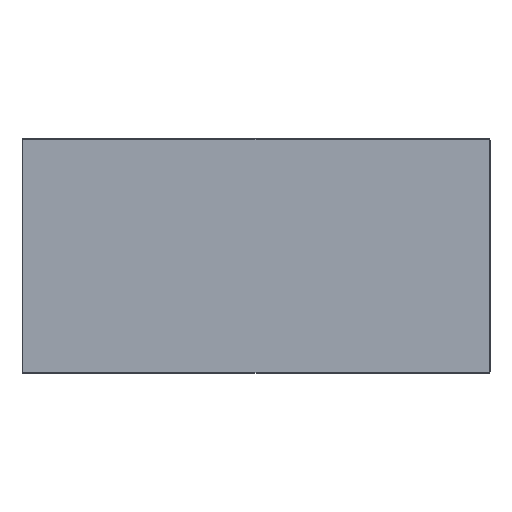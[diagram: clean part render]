
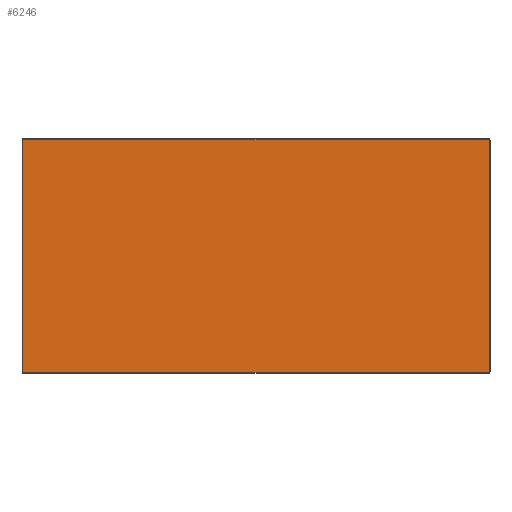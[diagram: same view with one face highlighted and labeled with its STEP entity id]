
A CAD part, left-side view. The second image highlights one B-rep face of the part: STEP entity #6246.
In plain terms, the highlighted planar face has unit normal (-1, 0, 0).
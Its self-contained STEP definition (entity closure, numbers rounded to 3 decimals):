
#55 = LINE ( 'NONE', #8912, #1240 ) ;
#200 = CARTESIAN_POINT ( 'NONE',  ( -3., -1.5, -0.75 ) ) ;
#1160 = CARTESIAN_POINT ( 'NONE',  ( -3., -1.5, 0.75 ) ) ;
#1240 = VECTOR ( 'NONE', #10487, 1000. ) ;
#1470 = DIRECTION ( 'NONE',  ( 0., 1., 0. ) ) ;
#1747 = VECTOR ( 'NONE', #2051, 1000. ) ;
#2051 = DIRECTION ( 'NONE',  ( 0., -1., 0. ) ) ;
#2409 = LINE ( 'NONE', #1160, #1747 ) ;
#3182 = ORIENTED_EDGE ( 'NONE', *, *, #6366, .F. ) ;
#3352 = CARTESIAN_POINT ( 'NONE',  ( -3., -1.5, 0.75 ) ) ;
#3430 = VERTEX_POINT ( 'NONE', #3352 ) ;
#3473 = EDGE_CURVE ( 'NONE', #3430, #10668, #6353, .T. ) ;
#4152 = VECTOR ( 'NONE', #8699, 1000. ) ;
#4580 = AXIS2_PLACEMENT_3D ( 'NONE', #4925, #9906, #1470 ) ;
#4925 = CARTESIAN_POINT ( 'NONE',  ( -3., -1.5, 0.75 ) ) ;
#5059 = EDGE_CURVE ( 'NONE', #8300, #9037, #55, .T. ) ;
#5160 = ORIENTED_EDGE ( 'NONE', *, *, #5059, .T. ) ;
#6246 = ADVANCED_FACE ( 'NONE', ( #8497 ), #6466, .F. ) ;
#6254 = CARTESIAN_POINT ( 'NONE',  ( -3., 1.5, -0.75 ) ) ;
#6353 = LINE ( 'NONE', #9097, #6899 ) ;
#6366 = EDGE_CURVE ( 'NONE', #8300, #3430, #2409, .T. ) ;
#6422 = ORIENTED_EDGE ( 'NONE', *, *, #3473, .F. ) ;
#6466 = PLANE ( 'NONE',  #4580 ) ;
#6560 = DIRECTION ( 'NONE',  ( 0., 0., -1. ) ) ;
#6899 = VECTOR ( 'NONE', #6560, 1000. ) ;
#7474 = LINE ( 'NONE', #9468, #4152 ) ;
#8300 = VERTEX_POINT ( 'NONE', #10920 ) ;
#8497 = FACE_OUTER_BOUND ( 'NONE', #9815, .T. ) ;
#8699 = DIRECTION ( 'NONE',  ( 0., -1., 0. ) ) ;
#8795 = EDGE_CURVE ( 'NONE', #9037, #10668, #7474, .T. ) ;
#8912 = CARTESIAN_POINT ( 'NONE',  ( -3., 1.5, 0.75 ) ) ;
#9037 = VERTEX_POINT ( 'NONE', #6254 ) ;
#9097 = CARTESIAN_POINT ( 'NONE',  ( -3., -1.5, 0.75 ) ) ;
#9468 = CARTESIAN_POINT ( 'NONE',  ( -3., -1.5, -0.75 ) ) ;
#9815 = EDGE_LOOP ( 'NONE', ( #9958, #6422, #3182, #5160 ) ) ;
#9906 = DIRECTION ( 'NONE',  ( 1., 0., 0. ) ) ;
#9958 = ORIENTED_EDGE ( 'NONE', *, *, #8795, .T. ) ;
#10487 = DIRECTION ( 'NONE',  ( 0., 0., -1. ) ) ;
#10668 = VERTEX_POINT ( 'NONE', #200 ) ;
#10920 = CARTESIAN_POINT ( 'NONE',  ( -3., 1.5, 0.75 ) ) ;
